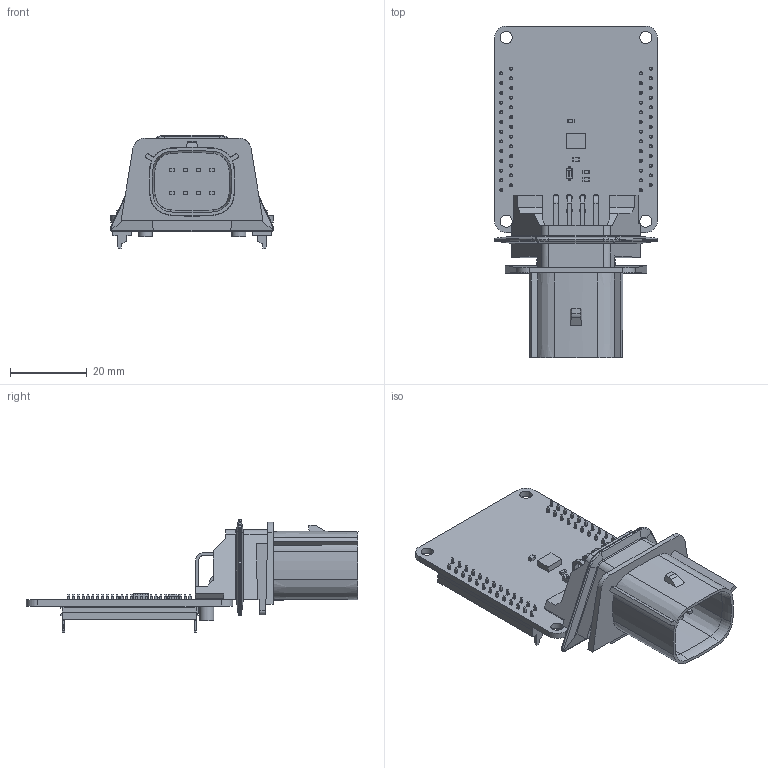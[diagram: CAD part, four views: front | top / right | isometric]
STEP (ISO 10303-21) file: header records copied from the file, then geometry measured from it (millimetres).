
FILE_DESCRIPTION(('Open CASCADE Model'),'2;1');
FILE_NAME('Open CASCADE Shape Model','2021-03-28T20:36:55',('Author'),( 'Open CASCADE'),'Open CASCADE STEP processor 6.5','Open CASCADE 6.5' ,'Unknown');
FILE_SCHEMA(('AUTOMOTIVE_DESIGN { 1 0 10303 214 1 1 1 1 }'));
Length unit declared in the file: millimetre
Products named in the file (26): PCB; Board; J3; 348300801; U1; 1560306768; Extruded; R1; 1560306640; 1560306896; D1; User_Library-SOD3716X14; C3; 1560307152; 1560307024; C2; C1; J1; 690357102672_Download_STP_690357102672_rev1; Gehäuse; Pin; J2
Assembly tree (59 placements, depth 4):
  PCB
    Board
    J3
      348300801
    U1
      1560306768
        Extruded
    R1
      1560306640  x2
        Extruded
      1560306896
        Extruded
    D1
      User_Library-SOD3716X14
    C3
      1560307152  x2
        Extruded
      1560307024
        Extruded
    C2
      1560307024
        Extruded
      1560307152  x2
        Extruded
    C1
      1560307152  x2
        Extruded
      1560307024
        Extruded
    J1
      690357102672_Download_STP_690357102672_rev1
        Gehäuse
        Pin  x26
    J2
      690357102672_Download_STP_690357102672_rev1
        Gehäuse
        Pin  x26
Bounding box: 42.69 x 86.77 x 29.69 mm (x, y, z)
Volume: 12123.1 mm3; surface area: 16428.8 mm2
Topology: 70 solids, 70 shells, 3319 faces, 9037 edges, 5877 vertices
Faces by surface type: plane 2323, cylinder 917, bspline 41, cone 22, torus 16
Full cylindrical faces by diameter (mm): 0.8 x52, 1.5 x8, 3.2 x4, 3.7 x2, 4 x2
Entity records: 78704 total; most frequent: CARTESIAN_POINT 27792, DIRECTION 8377, LINE 5532, VECTOR 5532, ORIENTED_EDGE 5098, PCURVE 5098, DEFINITIONAL_REPRESENTATION 5098, EDGE_CURVE 2549
